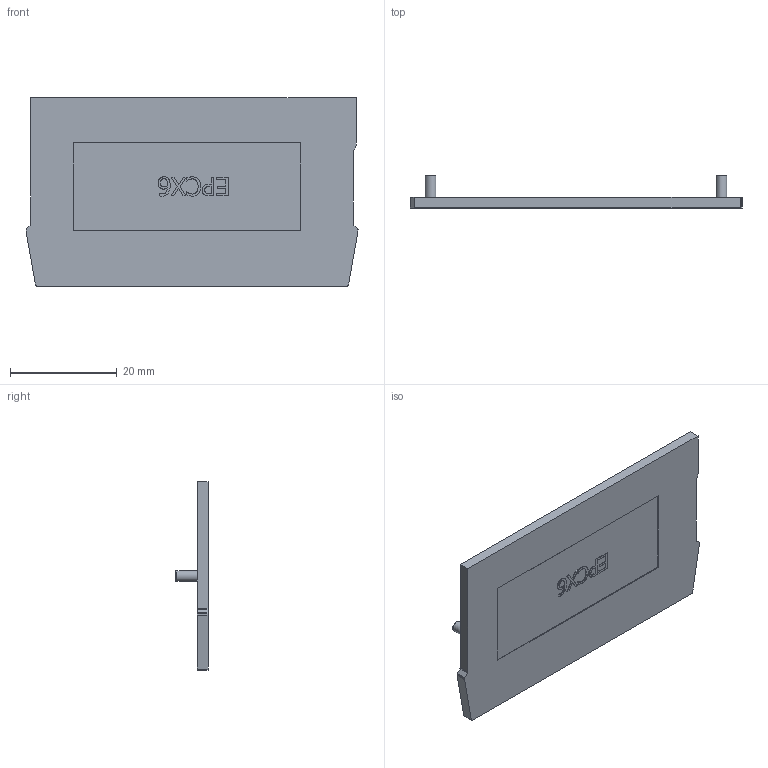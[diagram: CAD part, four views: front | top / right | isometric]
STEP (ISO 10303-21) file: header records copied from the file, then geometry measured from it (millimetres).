
FILE_DESCRIPTION(/* description */ (''),/* implementation_level */ '2;1');
FILE_NAME(/* name */ 'EPCX6.stp',/* time_stamp */ '2016-06-24T09:11:12-04:00',/* author */ ('CAD Station'),/* organization */ (''),/* preprocessor_version */ 'ST-DEVELOPER v16.1',/* originating_system */ 'Autodesk Inventor 2016',/* authorisation */ '');
FILE_SCHEMA (('AUTOMOTIVE_DESIGN { 1 0 10303 214 3 1 1 }'));
Length unit declared in the file: millimetre
Products named in the file (1): EPCX6
Bounding box: 62.1 x 6 x 35.3 mm (x, y, z)
Volume: 7633.8 mm3; surface area: 9767.7 mm2
Topology: 3 solids, 5 shells, 223 faces, 577 edges, 384 vertices
Faces by surface type: plane 136, cylinder 44, bspline 43
Full cylindrical faces by diameter (mm): 1.6 x2, 2 x4
Entity records: 6989 total; most frequent: CARTESIAN_POINT 1738, ORIENTED_EDGE 1146, DIRECTION 933, EDGE_CURVE 571, LINE 399, VECTOR 399, VERTEX_POINT 384, AXIS2_PLACEMENT_3D 267
